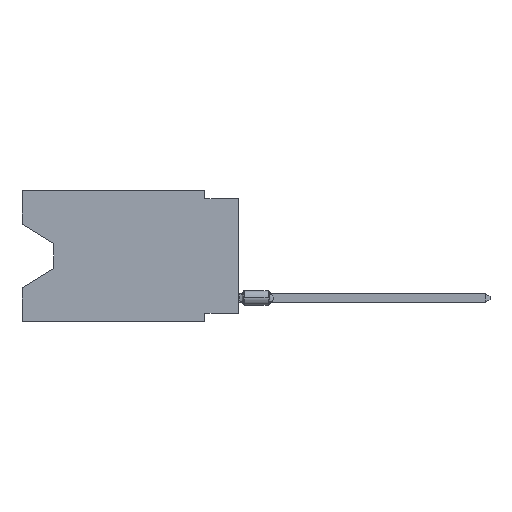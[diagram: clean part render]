
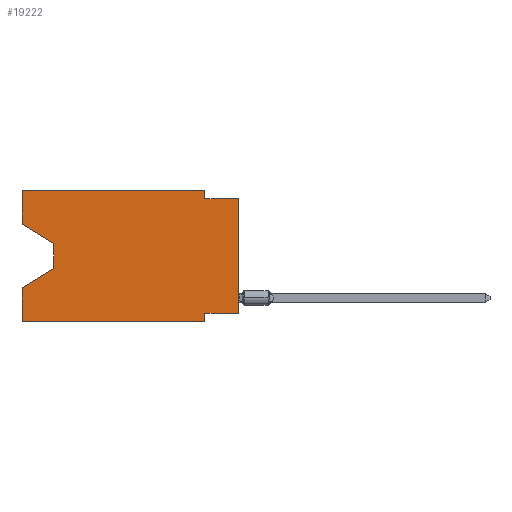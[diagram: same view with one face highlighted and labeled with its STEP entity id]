
A CAD part, left-side view. The second image highlights one B-rep face of the part: STEP entity #19222.
In plain terms, the highlighted planar face has unit normal (-1, 0, 0).
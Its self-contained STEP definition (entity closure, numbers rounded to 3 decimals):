
#45 = LINE ( 'NONE', #15557, #20411 ) ;
#276 = VECTOR ( 'NONE', #22147, 1000. ) ;
#387 = DIRECTION ( 'NONE',  ( 0., 0., -1. ) ) ;
#499 = LINE ( 'NONE', #13150, #4964 ) ;
#556 = LINE ( 'NONE', #3865, #20864 ) ;
#559 = VECTOR ( 'NONE', #9912, 1000. ) ;
#814 = VERTEX_POINT ( 'NONE', #11478 ) ;
#876 = VECTOR ( 'NONE', #7467, 1000. ) ;
#968 = LINE ( 'NONE', #4704, #559 ) ;
#1109 = VERTEX_POINT ( 'NONE', #1309 ) ;
#1309 = CARTESIAN_POINT ( 'NONE',  ( 0., 16.383, -2.546 ) ) ;
#1377 = LINE ( 'NONE', #6818, #14696 ) ;
#1582 = CARTESIAN_POINT ( 'NONE',  ( 0., 13.97, -5.893 ) ) ;
#1682 = CARTESIAN_POINT ( 'NONE',  ( 0., 0., -0.635 ) ) ;
#1725 = ORIENTED_EDGE ( 'NONE', *, *, #16885, .T. ) ;
#1917 = VERTEX_POINT ( 'NONE', #1682 ) ;
#2157 = AXIS2_PLACEMENT_3D ( 'NONE', #12123, #12460, #5448 ) ;
#2922 = CARTESIAN_POINT ( 'NONE',  ( 0., 0., -0.635 ) ) ;
#3022 = ORIENTED_EDGE ( 'NONE', *, *, #14803, .F. ) ;
#3865 = CARTESIAN_POINT ( 'NONE',  ( 0., 16.383, 0. ) ) ;
#4041 = VERTEX_POINT ( 'NONE', #19137 ) ;
#4358 = CARTESIAN_POINT ( 'NONE',  ( 0., 2.54, -9.906 ) ) ;
#4488 = ORIENTED_EDGE ( 'NONE', *, *, #13423, .T. ) ;
#4587 = CARTESIAN_POINT ( 'NONE',  ( 0., 0., -9.271 ) ) ;
#4704 = CARTESIAN_POINT ( 'NONE',  ( 0., 16.383, 0. ) ) ;
#4964 = VECTOR ( 'NONE', #14844, 1000. ) ;
#4989 = EDGE_CURVE ( 'NONE', #814, #7997, #13195, .T. ) ;
#5185 = EDGE_CURVE ( 'NONE', #9909, #9580, #45, .T. ) ;
#5217 = PLANE ( 'NONE',  #2157 ) ;
#5342 = VERTEX_POINT ( 'NONE', #10920 ) ;
#5387 = CARTESIAN_POINT ( 'NONE',  ( 0., 2.54, -9.271 ) ) ;
#5448 = DIRECTION ( 'NONE',  ( 0., 0., -1. ) ) ;
#5880 = LINE ( 'NONE', #12788, #19432 ) ;
#5908 = CARTESIAN_POINT ( 'NONE',  ( 0., 16.383, 0. ) ) ;
#6818 = CARTESIAN_POINT ( 'NONE',  ( 0., 16.383, 0. ) ) ;
#6868 = ORIENTED_EDGE ( 'NONE', *, *, #21453, .F. ) ;
#6935 = CARTESIAN_POINT ( 'NONE',  ( 0., 2.54, 0. ) ) ;
#7308 = ORIENTED_EDGE ( 'NONE', *, *, #4989, .F. ) ;
#7341 = CARTESIAN_POINT ( 'NONE',  ( 0., 16.383, -9.906 ) ) ;
#7467 = DIRECTION ( 'NONE',  ( 0., 0.855, -0.519 ) ) ;
#7583 = LINE ( 'NONE', #14464, #876 ) ;
#7789 = CARTESIAN_POINT ( 'NONE',  ( 0., 13.97, -4.013 ) ) ;
#7806 = DIRECTION ( 'NONE',  ( 0., 0., -1. ) ) ;
#7997 = VERTEX_POINT ( 'NONE', #5387 ) ;
#8507 = DIRECTION ( 'NONE',  ( 0., 0., 1. ) ) ;
#8711 = DIRECTION ( 'NONE',  ( 0., -1., 0. ) ) ;
#9580 = VERTEX_POINT ( 'NONE', #1582 ) ;
#9846 = ORIENTED_EDGE ( 'NONE', *, *, #20491, .F. ) ;
#9909 = VERTEX_POINT ( 'NONE', #7789 ) ;
#9912 = DIRECTION ( 'NONE',  ( 0., 0., 1. ) ) ;
#10046 = VERTEX_POINT ( 'NONE', #6935 ) ;
#10266 = LINE ( 'NONE', #21927, #276 ) ;
#10416 = LINE ( 'NONE', #7341, #14348 ) ;
#10915 = EDGE_CURVE ( 'NONE', #7997, #5342, #16689, .T. ) ;
#10920 = CARTESIAN_POINT ( 'NONE',  ( 0., 2.54, -9.906 ) ) ;
#11478 = CARTESIAN_POINT ( 'NONE',  ( 0., 0., -9.271 ) ) ;
#11535 = VERTEX_POINT ( 'NONE', #14456 ) ;
#11728 = VECTOR ( 'NONE', #13073, 1000. ) ;
#11740 = DIRECTION ( 'NONE',  ( 0., -1., 0. ) ) ;
#12079 = VERTEX_POINT ( 'NONE', #16737 ) ;
#12123 = CARTESIAN_POINT ( 'NONE',  ( 0., 16.383, 0. ) ) ;
#12281 = EDGE_LOOP ( 'NONE', ( #13215, #19566, #1725, #3022, #4488, #22248, #7308, #15312, #16820, #14765, #9846, #6868 ) ) ;
#12460 = DIRECTION ( 'NONE',  ( 1., 0., 0. ) ) ;
#12461 = DIRECTION ( 'NONE',  ( 0., -1., 0. ) ) ;
#12788 = CARTESIAN_POINT ( 'NONE',  ( 0., 2.54, 0. ) ) ;
#13073 = DIRECTION ( 'NONE',  ( 0., 0., -1. ) ) ;
#13150 = CARTESIAN_POINT ( 'NONE',  ( 0., 0., 0. ) ) ;
#13195 = LINE ( 'NONE', #4587, #21473 ) ;
#13215 = ORIENTED_EDGE ( 'NONE', *, *, #13576, .T. ) ;
#13423 = EDGE_CURVE ( 'NONE', #11535, #5342, #10416, .T. ) ;
#13576 = EDGE_CURVE ( 'NONE', #1109, #9909, #10266, .T. ) ;
#13835 = EDGE_CURVE ( 'NONE', #10046, #4041, #5880, .T. ) ;
#13921 = FACE_OUTER_BOUND ( 'NONE', #12281, .T. ) ;
#14348 = VECTOR ( 'NONE', #8711, 1000. ) ;
#14456 = CARTESIAN_POINT ( 'NONE',  ( 0., 16.383, -9.906 ) ) ;
#14464 = CARTESIAN_POINT ( 'NONE',  ( 0., 13.97, -5.893 ) ) ;
#14696 = VECTOR ( 'NONE', #8507, 1000. ) ;
#14730 = VECTOR ( 'NONE', #11740, 1000. ) ;
#14765 = ORIENTED_EDGE ( 'NONE', *, *, #13835, .F. ) ;
#14803 = EDGE_CURVE ( 'NONE', #11535, #12079, #968, .T. ) ;
#14844 = DIRECTION ( 'NONE',  ( 0., 0., 1. ) ) ;
#15312 = ORIENTED_EDGE ( 'NONE', *, *, #21326, .T. ) ;
#15557 = CARTESIAN_POINT ( 'NONE',  ( 0., 13.97, -4.013 ) ) ;
#16689 = LINE ( 'NONE', #4358, #11728 ) ;
#16737 = CARTESIAN_POINT ( 'NONE',  ( 0., 16.383, -7.36 ) ) ;
#16820 = ORIENTED_EDGE ( 'NONE', *, *, #22287, .F. ) ;
#16885 = EDGE_CURVE ( 'NONE', #9580, #12079, #7583, .T. ) ;
#18286 = DIRECTION ( 'NONE',  ( 0., 1., 0. ) ) ;
#19137 = CARTESIAN_POINT ( 'NONE',  ( 0., 2.54, -0.635 ) ) ;
#19222 = ADVANCED_FACE ( 'NONE', ( #13921 ), #5217, .F. ) ;
#19432 = VECTOR ( 'NONE', #7806, 1000. ) ;
#19566 = ORIENTED_EDGE ( 'NONE', *, *, #5185, .T. ) ;
#20287 = VERTEX_POINT ( 'NONE', #5908 ) ;
#20411 = VECTOR ( 'NONE', #387, 1000. ) ;
#20491 = EDGE_CURVE ( 'NONE', #20287, #10046, #556, .T. ) ;
#20569 = LINE ( 'NONE', #2922, #14730 ) ;
#20864 = VECTOR ( 'NONE', #12461, 1000. ) ;
#21326 = EDGE_CURVE ( 'NONE', #814, #1917, #499, .T. ) ;
#21453 = EDGE_CURVE ( 'NONE', #1109, #20287, #1377, .T. ) ;
#21473 = VECTOR ( 'NONE', #18286, 1000. ) ;
#21927 = CARTESIAN_POINT ( 'NONE',  ( 0., 16.383, -2.546 ) ) ;
#22147 = DIRECTION ( 'NONE',  ( 0., -0.855, -0.519 ) ) ;
#22248 = ORIENTED_EDGE ( 'NONE', *, *, #10915, .F. ) ;
#22287 = EDGE_CURVE ( 'NONE', #4041, #1917, #20569, .T. ) ;
